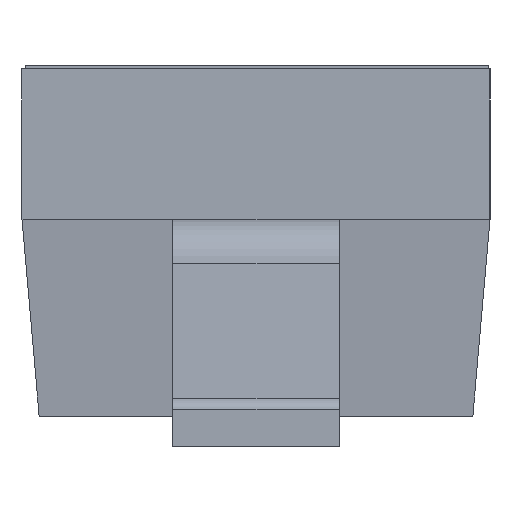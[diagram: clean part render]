
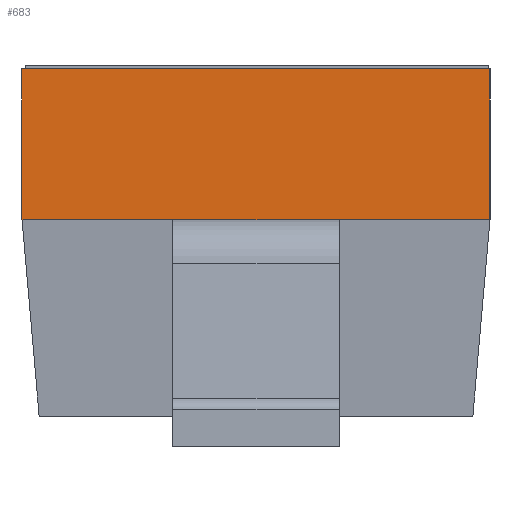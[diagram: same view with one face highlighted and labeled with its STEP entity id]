
A CAD part, left-side view. The second image highlights one B-rep face of the part: STEP entity #683.
In plain terms, the highlighted planar face has unit normal (-1, 0, 0).
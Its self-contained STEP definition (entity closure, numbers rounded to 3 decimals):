
#145 = EDGE_LOOP ( 'NONE', ( #1279, #1290, #634, #633, #632, #631 ) ) ;
#184 = VERTEX_POINT ( 'NONE', #1453 ) ;
#187 = VERTEX_POINT ( 'NONE', #1452 ) ;
#191 = VERTEX_POINT ( 'NONE', #1449 ) ;
#195 = VERTEX_POINT ( 'NONE', #1446 ) ;
#213 = VERTEX_POINT ( 'NONE', #1403 ) ;
#215 = VERTEX_POINT ( 'NONE', #1401 ) ;
#278 = LINE ( 'NONE', #1097, #281 ) ;
#281 = VECTOR ( 'NONE', #1098, 1000. ) ;
#298 = LINE ( 'NONE', #444, #301 ) ;
#301 = VECTOR ( 'NONE', #446, 1000. ) ;
#306 = LINE ( 'NONE', #452, #309 ) ;
#309 = VECTOR ( 'NONE', #453, 1000. ) ;
#318 = LINE ( 'NONE', #464, #321 ) ;
#320 = LINE ( 'NONE', #466, #323 ) ;
#321 = VECTOR ( 'NONE', #465, 1000. ) ;
#322 = LINE ( 'NONE', #468, #325 ) ;
#323 = VECTOR ( 'NONE', #467, 1000. ) ;
#325 = VECTOR ( 'NONE', #469, 1000. ) ;
#444 = CARTESIAN_POINT ( 'NONE',  ( -1.35, 0.775, 0.75 ) ) ;
#446 = DIRECTION ( 'NONE',  ( 0., -1., 0. ) ) ;
#452 = CARTESIAN_POINT ( 'NONE',  ( -1.35, 0.775, 0.75 ) ) ;
#453 = DIRECTION ( 'NONE',  ( 0., -1., 0. ) ) ;
#464 = CARTESIAN_POINT ( 'NONE',  ( -1.35, 0.775, 0.75 ) ) ;
#465 = DIRECTION ( 'NONE',  ( 0., -1., 0. ) ) ;
#466 = CARTESIAN_POINT ( 'NONE',  ( -1.35, -0.775, 1.25 ) ) ;
#467 = DIRECTION ( 'NONE',  ( 0., 0., -1. ) ) ;
#468 = CARTESIAN_POINT ( 'NONE',  ( -1.35, 0.775, 1.25 ) ) ;
#469 = DIRECTION ( 'NONE',  ( 0., 0., -1. ) ) ;
#631 = ORIENTED_EDGE ( 'NONE', *, *, #1654, .T. ) ;
#632 = ORIENTED_EDGE ( 'NONE', *, *, #1632, .F. ) ;
#633 = ORIENTED_EDGE ( 'NONE', *, *, #1653, .F. ) ;
#634 = ORIENTED_EDGE ( 'NONE', *, *, #1646, .T. ) ;
#683 = ADVANCED_FACE ( 'NONE', ( #779 ), #1764, .F. ) ;
#779 = FACE_OUTER_BOUND ( 'NONE', #145, .T. ) ;
#1097 = CARTESIAN_POINT ( 'NONE',  ( -1.35, 0.775, 1.25 ) ) ;
#1098 = DIRECTION ( 'NONE',  ( 0., -1., 0. ) ) ;
#1279 = ORIENTED_EDGE ( 'NONE', *, *, #1642, .T. ) ;
#1290 = ORIENTED_EDGE ( 'NONE', *, *, #1652, .T. ) ;
#1401 = CARTESIAN_POINT ( 'NONE',  ( -1.35, -0.775, 0.75 ) ) ;
#1403 = CARTESIAN_POINT ( 'NONE',  ( -1.35, 0.275, 0.75 ) ) ;
#1446 = CARTESIAN_POINT ( 'NONE',  ( -1.35, 0.775, 0.75 ) ) ;
#1449 = CARTESIAN_POINT ( 'NONE',  ( -1.35, 0.775, 1.25 ) ) ;
#1452 = CARTESIAN_POINT ( 'NONE',  ( -1.35, -0.275, 0.75 ) ) ;
#1453 = CARTESIAN_POINT ( 'NONE',  ( -1.35, -0.775, 1.25 ) ) ;
#1564 = AXIS2_PLACEMENT_3D ( 'NONE', #1806, #1805, #1804 ) ;
#1632 = EDGE_CURVE ( 'NONE', #191, #184, #278, .T. ) ;
#1642 = EDGE_CURVE ( 'NONE', #195, #213, #298, .T. ) ;
#1646 = EDGE_CURVE ( 'NONE', #187, #215, #306, .T. ) ;
#1652 = EDGE_CURVE ( 'NONE', #213, #187, #318, .T. ) ;
#1653 = EDGE_CURVE ( 'NONE', #184, #215, #320, .T. ) ;
#1654 = EDGE_CURVE ( 'NONE', #191, #195, #322, .T. ) ;
#1764 = PLANE ( 'NONE',  #1564 ) ;
#1804 = DIRECTION ( 'NONE',  ( 0., 0., -1. ) ) ;
#1805 = DIRECTION ( 'NONE',  ( 1., 0., 0. ) ) ;
#1806 = CARTESIAN_POINT ( 'NONE',  ( -1.35, 0.775, 1.25 ) ) ;
